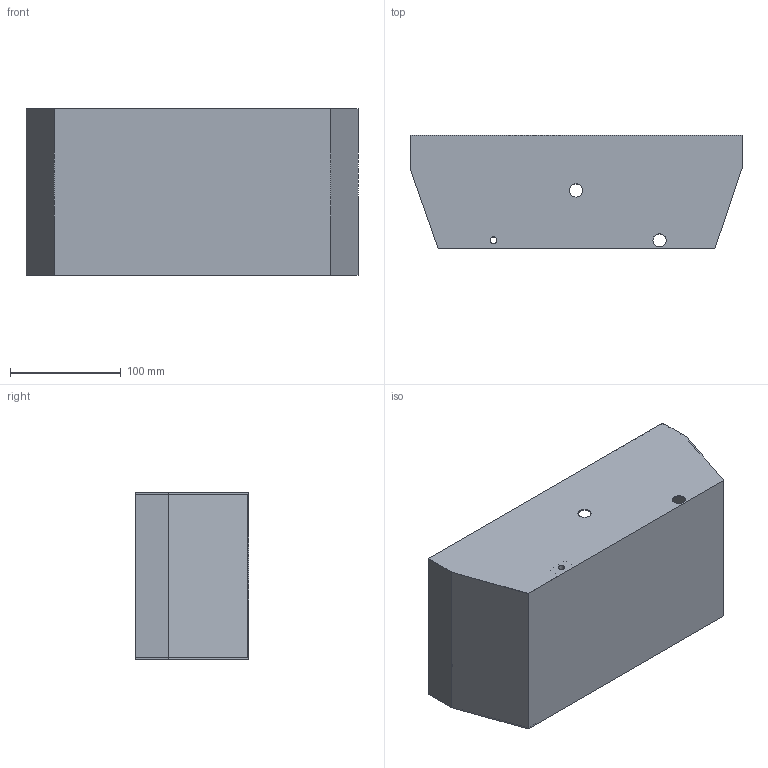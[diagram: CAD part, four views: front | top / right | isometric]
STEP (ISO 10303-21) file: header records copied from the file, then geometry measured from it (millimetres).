
FILE_DESCRIPTION (( 'STEP AP214' ), '1' );
FILE_NAME ('Body RESQ.STEP', '2021-06-04T13:08:26', ( '' ), ( '' ), 'SwSTEP 2.0', 'SolidWorks 2020', '' );
FILE_SCHEMA (( 'AUTOMOTIVE_DESIGN' ));
Length unit declared in the file: millimetre
Products named in the file (1): Body RESQ
Bounding box: 300 x 102.57 x 150 mm (x, y, z)
Volume: 156407.8 mm3; surface area: 257916.4 mm2
Topology: 1 solids, 1 shells, 33 faces, 90 edges, 60 vertices
Faces by surface type: plane 19, cylinder 14
Entity records: 1114 total; most frequent: DIRECTION 186, CARTESIAN_POINT 184, ORIENTED_EDGE 180, EDGE_CURVE 90, LINE 62, AXIS2_PLACEMENT_3D 62, VECTOR 62, VERTEX_POINT 60
